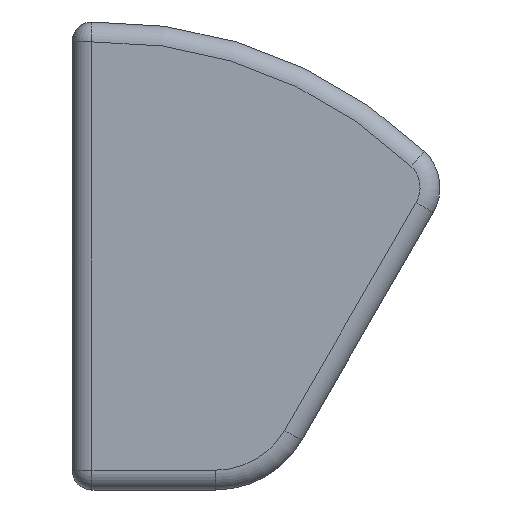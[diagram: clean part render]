
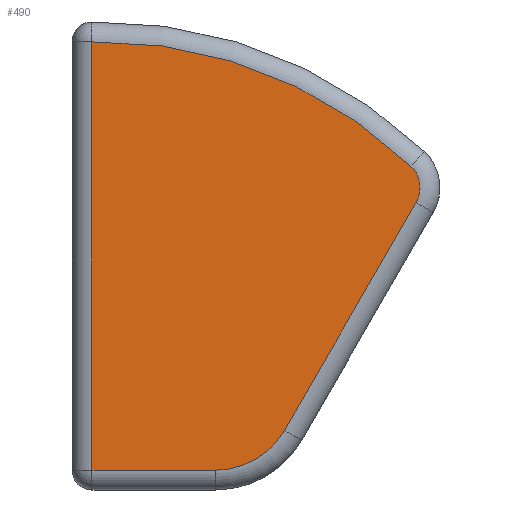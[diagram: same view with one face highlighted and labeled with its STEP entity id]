
A CAD part, left-side view. The second image highlights one B-rep face of the part: STEP entity #490.
In plain terms, the highlighted planar face has unit normal (-1, 0, 0).
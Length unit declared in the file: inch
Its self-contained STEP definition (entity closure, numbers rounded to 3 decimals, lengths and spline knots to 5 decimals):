
#18=DIRECTION('',(0.,0.,-1.));
#19=VECTOR('',#18,43.0808);
#20=CARTESIAN_POINT('',(-450.,-2.,-1.9192));
#21=LINE('',#20,#19);
#26=CARTESIAN_POINT('',(-450.,-2.91,-47.));
#27=DIRECTION('',(-1.,0.,0.));
#28=DIRECTION('',(0.,-0.691,0.723));
#29=AXIS2_PLACEMENT_3D('',#26,#27,#28);
#34=CARTESIAN_POINT('',(-450.,-32.,-16.5806));
#35=DIRECTION('',(-1.,0.,0.));
#36=DIRECTION('',(0.,-0.866,-0.5));
#37=AXIS2_PLACEMENT_3D('',#34,#35,#36);
#42=DIRECTION('',(0.,-0.5,0.866));
#43=VECTOR('',#42,26.46505);
#44=CARTESIAN_POINT('',(-450.,-21.36555,-41.));
#45=LINE('',#44,#43);
#49=CARTESIAN_POINT('',(-450.,-14.43735,-37.));
#50=DIRECTION('',(-1.,0.,0.));
#51=DIRECTION('',(0.,0.,-1.));
#52=AXIS2_PLACEMENT_3D('',#49,#50,#51);
#57=DIRECTION('',(0.,-1.,0.));
#58=VECTOR('',#57,12.43735);
#59=CARTESIAN_POINT('',(-450.,-2.,-45.));
#60=LINE('',#59,#58);
#451=CARTESIAN_POINT('',(-450.,-2.,-1.9192));
#452=CARTESIAN_POINT('',(-450.,-2.,-45.));
#453=VERTEX_POINT('',#451);
#454=VERTEX_POINT('',#452);
#457=CARTESIAN_POINT('',(-450.,-34.07341,-14.41243));
#458=VERTEX_POINT('',#457);
#459=CARTESIAN_POINT('',(-450.,-34.59805,
-18.08058));
#460=VERTEX_POINT('',#459);
#463=CARTESIAN_POINT('',(-450.,-21.36555,-41.));
#464=VERTEX_POINT('',#463);
#467=CARTESIAN_POINT('',(-450.,-14.43735,
-44.99993));
#468=VERTEX_POINT('',#467);
#471=CARTESIAN_POINT('',(-450.,0.,0.));
#472=DIRECTION('',(1.,0.,0.));
#473=DIRECTION('',(0.,-1.,0.));
#474=AXIS2_PLACEMENT_3D('',#471,#472,#473);
#475=PLANE('',#474);
#477=ORIENTED_EDGE('',*,*,#476,.F.);
#479=ORIENTED_EDGE('',*,*,#478,.F.);
#481=ORIENTED_EDGE('',*,*,#480,.F.);
#483=ORIENTED_EDGE('',*,*,#482,.F.);
#485=ORIENTED_EDGE('',*,*,#484,.F.);
#487=ORIENTED_EDGE('',*,*,#486,.F.);
#488=EDGE_LOOP('',(#477,#479,#481,#483,#485,#487));
#489=FACE_OUTER_BOUND('',#488,.F.);
#490=ADVANCED_FACE('',(#489),#475,.F.);
#30=CIRCLE('',#29,45.09);
#38=CIRCLE('',#37,2.99997);
#53=CIRCLE('',#52,7.99993);
#476=EDGE_CURVE('',#453,#454,#21,.T.);
#478=EDGE_CURVE('',#458,#453,#30,.T.);
#480=EDGE_CURVE('',#460,#458,#38,.T.);
#482=EDGE_CURVE('',#464,#460,#45,.T.);
#484=EDGE_CURVE('',#468,#464,#53,.T.);
#486=EDGE_CURVE('',#454,#468,#60,.T.);
